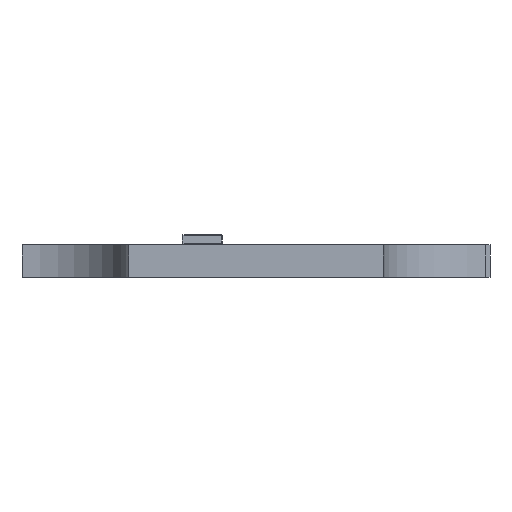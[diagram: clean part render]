
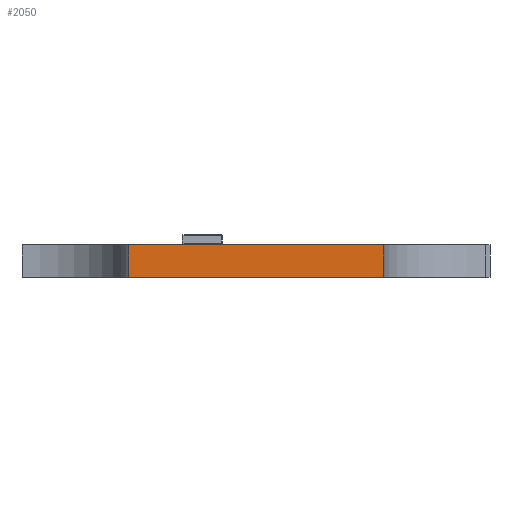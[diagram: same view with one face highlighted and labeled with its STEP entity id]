
A CAD part, front view. The second image highlights one B-rep face of the part: STEP entity #2050.
In plain terms, the highlighted planar face has unit normal (0, -1, 0).
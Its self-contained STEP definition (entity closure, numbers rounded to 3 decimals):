
#1090 = VERTEX_POINT('',#1091);
#1091 = CARTESIAN_POINT('',(-6.35,-24.13,0.));
#1097 = EDGE_CURVE('',#1098,#1090,#1100,.T.);
#1098 = VERTEX_POINT('',#1099);
#1099 = CARTESIAN_POINT('',(6.35,-24.13,0.));
#1100 = LINE('',#1101,#1102);
#1101 = CARTESIAN_POINT('',(6.35,-24.13,0.));
#1102 = VECTOR('',#1103,1.);
#1103 = DIRECTION('',(-1.,0.,0.));
#1449 = VERTEX_POINT('',#1450);
#1450 = CARTESIAN_POINT('',(-6.35,-24.13,1.6));
#1456 = EDGE_CURVE('',#1457,#1449,#1459,.T.);
#1457 = VERTEX_POINT('',#1458);
#1458 = CARTESIAN_POINT('',(6.35,-24.13,1.6));
#1459 = LINE('',#1460,#1461);
#1460 = CARTESIAN_POINT('',(6.35,-24.13,1.6));
#1461 = VECTOR('',#1462,1.);
#1462 = DIRECTION('',(-1.,0.,0.));
#2022 = EDGE_CURVE('',#1098,#1457,#2023,.T.);
#2023 = LINE('',#2024,#2025);
#2024 = CARTESIAN_POINT('',(6.35,-24.13,0.));
#2025 = VECTOR('',#2026,1.);
#2026 = DIRECTION('',(0.,0.,1.));
#2050 = ADVANCED_FACE('',(#2051),#2062,.T.);
#2051 = FACE_BOUND('',#2052,.T.);
#2052 = EDGE_LOOP('',(#2053,#2054,#2055,#2061));
#2053 = ORIENTED_EDGE('',*,*,#2022,.T.);
#2054 = ORIENTED_EDGE('',*,*,#1456,.T.);
#2055 = ORIENTED_EDGE('',*,*,#2056,.F.);
#2056 = EDGE_CURVE('',#1090,#1449,#2057,.T.);
#2057 = LINE('',#2058,#2059);
#2058 = CARTESIAN_POINT('',(-6.35,-24.13,0.));
#2059 = VECTOR('',#2060,1.);
#2060 = DIRECTION('',(0.,0.,1.));
#2061 = ORIENTED_EDGE('',*,*,#1097,.F.);
#2062 = PLANE('',#2063);
#2063 = AXIS2_PLACEMENT_3D('',#2064,#2065,#2066);
#2064 = CARTESIAN_POINT('',(6.35,-24.13,0.));
#2065 = DIRECTION('',(0.,-1.,0.));
#2066 = DIRECTION('',(-1.,0.,0.));
